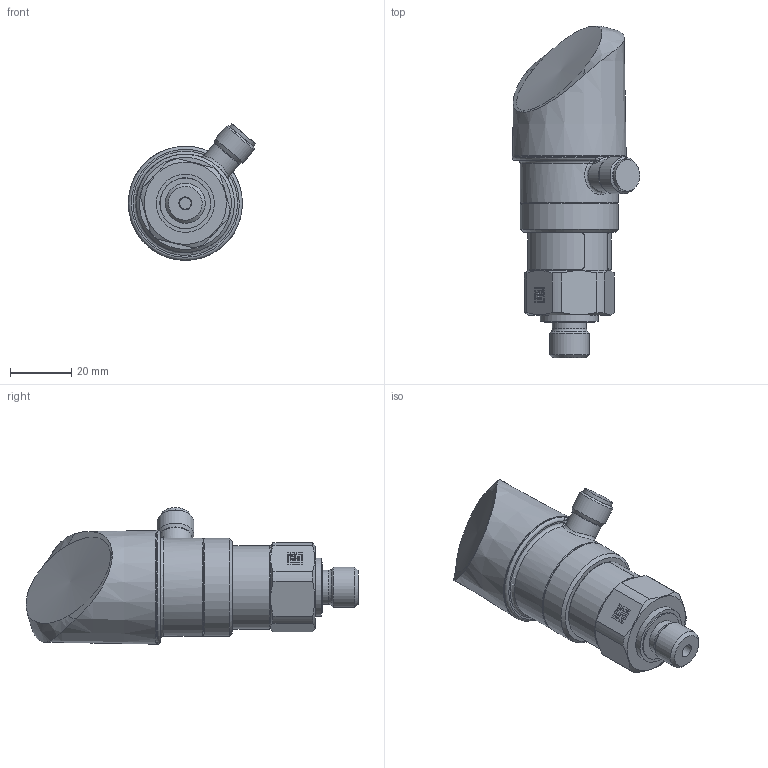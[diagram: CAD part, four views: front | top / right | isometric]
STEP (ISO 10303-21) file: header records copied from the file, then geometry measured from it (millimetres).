
FILE_DESCRIPTION(/* description */ (''),/* implementation_level */ '2;1');
FILE_NAME(/* name */ '100341_web.stp',/* time_stamp */ '2023-11-24T09:22:47+01:00',/* author */ ('ut3'),/* organization */ (''),/* preprocessor_version */ 'ST-DEVELOPER v20',/* originating_system */ 'Autodesk Inventor 2024',/* authorisation */ '');
FILE_SCHEMA (('AUTOMOTIVE_DESIGN { 1 0 10303 214 3 1 1 }'));
Length unit declared in the file: inch
Products named in the file (1): 100341_Semplificato_1
Bounding box: 41.56 x 108.26 x 44.57 mm (x, y, z)
Volume: 56311.1 mm3; surface area: 20248.1 mm2
Topology: 2 solids, 7 shells, 307 faces, 731 edges, 472 vertices
Faces by surface type: plane 177, cylinder 47, cone 30, bspline 29, torus 24
Full cylindrical faces by diameter (mm): 1.45 x1, 4.2 x3, 9.45 x1, 10.3 x1, 10.6 x1, 11.2 x1, 12 x1, 13 x1, 14.27 x1, 16.5 x1, 16.6 x1, 18.25 x1, 18.9 x1, 18.917 x1, 19.6 x1, 20.5 x1, 21.8 x1, 21.9 x1, 22 x1, 23.2 x1, 26.85 x1, 32 x2, 37.2 x1
Entity records: 12541 total; most frequent: CARTESIAN_POINT 5216, ORIENTED_EDGE 1440, DIRECTION 1368, EDGE_CURVE 725, AXIS2_PLACEMENT_3D 474, VERTEX_POINT 472, LINE 420, VECTOR 420
